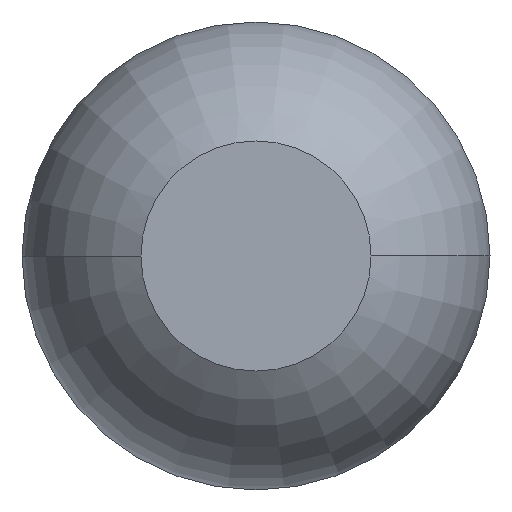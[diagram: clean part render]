
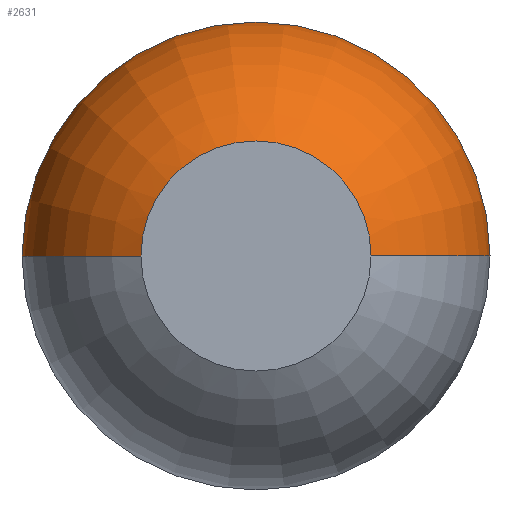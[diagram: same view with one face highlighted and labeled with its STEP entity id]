
A CAD part, front view. The second image highlights one B-rep face of the part: STEP entity #2631.
In plain terms, the highlighted toroidal (fillet/blend) face has major radius 0.005 mm and minor radius 0.3 mm.
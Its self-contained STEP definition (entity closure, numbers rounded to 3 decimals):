
#157 = DIRECTION ( 'NONE',  ( 0., 1., 0. ) ) ;
#318 = AXIS2_PLACEMENT_3D ( 'NONE', #2314, #2627, #735 ) ;
#512 = AXIS2_PLACEMENT_3D ( 'NONE', #1082, #545, #1893 ) ;
#536 = CARTESIAN_POINT ( 'NONE',  ( -0.005, -28.737, 0. ) ) ;
#538 = DIRECTION ( 'NONE',  ( 0., 1., 0. ) ) ;
#545 = DIRECTION ( 'NONE',  ( 0., 0., 1. ) ) ;
#672 = AXIS2_PLACEMENT_3D ( 'NONE', #2043, #157, #2526 ) ;
#734 = DIRECTION ( 'NONE',  ( 0., 0., -1. ) ) ;
#735 = DIRECTION ( 'NONE',  ( -1., 0., 0. ) ) ;
#828 = CARTESIAN_POINT ( 'NONE',  ( 0.15, -29., 0. ) ) ;
#973 = CARTESIAN_POINT ( 'NONE',  ( 0.305, -28.737, 0. ) ) ;
#1008 = CARTESIAN_POINT ( 'NONE',  ( -0.305, -28.737, 0. ) ) ;
#1016 = ORIENTED_EDGE ( 'NONE', *, *, #1925, .T. ) ;
#1082 = CARTESIAN_POINT ( 'NONE',  ( 0.005, -28.737, 0. ) ) ;
#1274 = CARTESIAN_POINT ( 'NONE',  ( -0.15, -29., 0. ) ) ;
#1283 = EDGE_CURVE ( 'Defeature ausgef�hrt1_1+Defeature ausgef�hrt1_2+Defeature ausgef�hrt1_2+Defeature ausgef�hrt1_2', #1524, #1867, #3302, .T. ) ;
#1450 = TOROIDAL_SURFACE ( 'NONE', #672, 0.005, 0.3 ) ;
#1495 = CIRCLE ( 'NONE', #2149, 0.3 ) ;
#1524 = VERTEX_POINT ( 'NONE', #1008 ) ;
#1845 = CIRCLE ( 'NONE', #318, 0.15 ) ;
#1867 = VERTEX_POINT ( 'NONE', #973 ) ;
#1893 = DIRECTION ( 'NONE',  ( 1., 0., 0. ) ) ;
#1925 = EDGE_CURVE ( 'Defeature ausgef�hrt1_2+Defeature ausgef�hrt1_3+Defeature ausgef�hrt1_3+Defeature ausgef�hrt1_3', #2141, #2344, #1845, .T. ) ;
#1986 = EDGE_CURVE ( 'NONE', #2344, #1867, #2011, .T. ) ;
#1996 = EDGE_LOOP ( 'NONE', ( #1016, #2870, #2553, #2187 ) ) ;
#2011 = CIRCLE ( 'NONE', #512, 0.3 ) ;
#2043 = CARTESIAN_POINT ( 'NONE',  ( 0., -28.737, 0. ) ) ;
#2138 = CARTESIAN_POINT ( 'NONE',  ( 0., -28.737, 0. ) ) ;
#2141 = VERTEX_POINT ( 'NONE', #1274 ) ;
#2149 = AXIS2_PLACEMENT_3D ( 'NONE', #536, #734, #2877 ) ;
#2163 = DIRECTION ( 'NONE',  ( -1., 0., 0. ) ) ;
#2187 = ORIENTED_EDGE ( 'NONE', *, *, #2221, .F. ) ;
#2221 = EDGE_CURVE ( 'NONE', #2141, #1524, #1495, .T. ) ;
#2314 = CARTESIAN_POINT ( 'NONE',  ( 0., -29., 0. ) ) ;
#2344 = VERTEX_POINT ( 'NONE', #828 ) ;
#2526 = DIRECTION ( 'NONE',  ( -1., 0., 0. ) ) ;
#2531 = FACE_OUTER_BOUND ( 'NONE', #1996, .T. ) ;
#2553 = ORIENTED_EDGE ( 'NONE', *, *, #1283, .F. ) ;
#2627 = DIRECTION ( 'NONE',  ( 0., 1., 0. ) ) ;
#2631 = ADVANCED_FACE ( 'Defeature ausgef�hrt1_2', ( #2531 ), #1450, .T. ) ;
#2870 = ORIENTED_EDGE ( 'NONE', *, *, #1986, .T. ) ;
#2877 = DIRECTION ( 'NONE',  ( -1., 0., 0. ) ) ;
#3302 = CIRCLE ( 'NONE', #3329, 0.305 ) ;
#3329 = AXIS2_PLACEMENT_3D ( 'NONE', #2138, #538, #2163 ) ;
